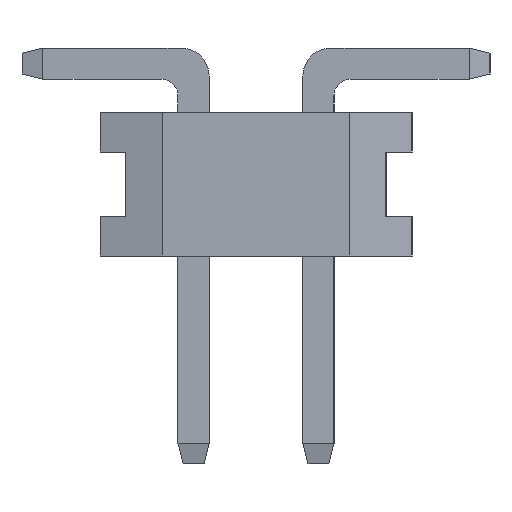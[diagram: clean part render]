
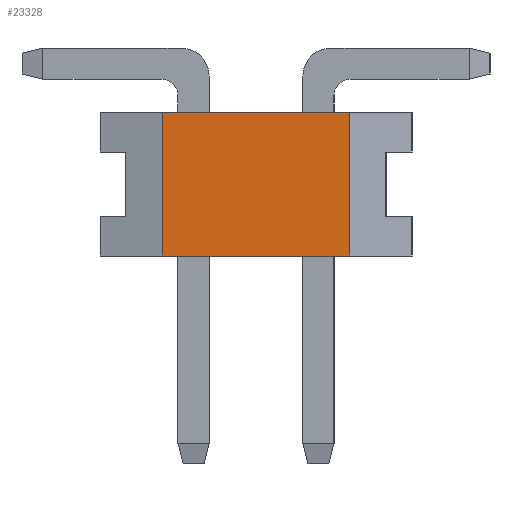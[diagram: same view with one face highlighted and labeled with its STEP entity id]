
A CAD part, left-side view. The second image highlights one B-rep face of the part: STEP entity #23328.
In plain terms, the highlighted planar face has unit normal (-1, 0, 0).
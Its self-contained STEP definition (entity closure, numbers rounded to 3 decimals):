
#1=DIRECTION('',(0.,0.,-1.));
#2=VECTOR('',#1,1.38);
#3=CARTESIAN_POINT('',(-12.,-0.9,0.));
#4=LINE('',#3,#2);
#5=DIRECTION('',(0.,1.,0.));
#6=VECTOR('',#5,1.8);
#7=CARTESIAN_POINT('',(-12.,-0.9,-1.38));
#8=LINE('',#7,#6);
#9=DIRECTION('',(0.,0.,-1.));
#10=VECTOR('',#9,1.38);
#11=CARTESIAN_POINT('',(-12.,0.9,0.));
#12=LINE('',#11,#10);
#13=DIRECTION('',(0.,-1.,0.));
#14=VECTOR('',#13,1.8);
#15=CARTESIAN_POINT('',(-12.,0.9,0.));
#16=LINE('',#15,#14);
#21233=CARTESIAN_POINT('',(-12.,-0.9,0.));
#21234=CARTESIAN_POINT('',(-12.,-0.9,-1.38));
#21235=VERTEX_POINT('',#21233);
#21236=VERTEX_POINT('',#21234);
#21237=CARTESIAN_POINT('',(-12.,0.9,0.));
#21238=CARTESIAN_POINT('',(-12.,0.9,-1.38));
#21239=VERTEX_POINT('',#21237);
#21240=VERTEX_POINT('',#21238);
#23313=CARTESIAN_POINT('',(-12.,0.,0.));
#23314=DIRECTION('',(1.,0.,0.));
#23315=DIRECTION('',(0.,-1.,0.));
#23316=AXIS2_PLACEMENT_3D('',#23313,#23314,#23315);
#23317=PLANE('',#23316);
#23319=ORIENTED_EDGE('',*,*,#23318,.T.);
#23321=ORIENTED_EDGE('',*,*,#23320,.T.);
#23323=ORIENTED_EDGE('',*,*,#23322,.F.);
#23325=ORIENTED_EDGE('',*,*,#23324,.T.);
#23326=EDGE_LOOP('',(#23319,#23321,#23323,#23325));
#23327=FACE_OUTER_BOUND('',#23326,.F.);
#23318=EDGE_CURVE('',#21235,#21236,#4,.T.);
#23320=EDGE_CURVE('',#21236,#21240,#8,.T.);
#23322=EDGE_CURVE('',#21239,#21240,#12,.T.);
#23324=EDGE_CURVE('',#21239,#21235,#16,.T.);
#23328=ADVANCED_FACE('',(#23327),#23317,.F.);
